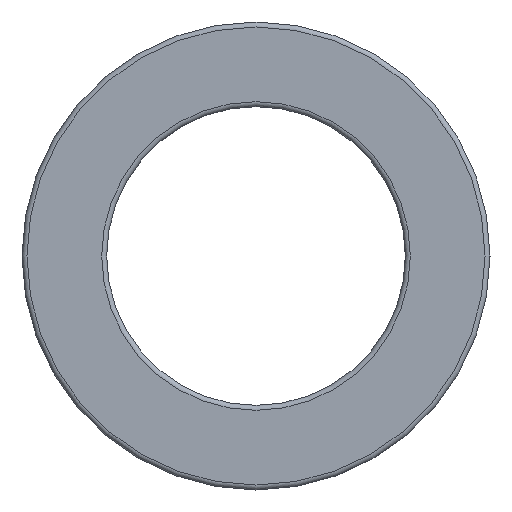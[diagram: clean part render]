
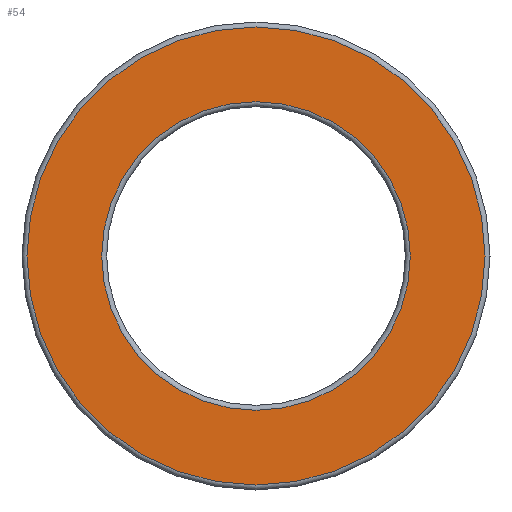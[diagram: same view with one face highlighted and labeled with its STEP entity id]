
A CAD part, left-side view. The second image highlights one B-rep face of the part: STEP entity #54.
In plain terms, the highlighted planar face has unit normal (-1, 0, 0).
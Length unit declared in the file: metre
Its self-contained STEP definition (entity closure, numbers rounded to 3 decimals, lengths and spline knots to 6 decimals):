
#54 = ADVANCED_FACE( '', ( #125, #126 ), #127, .T. );
#125 = FACE_BOUND( '', #228, .T. );
#126 = FACE_OUTER_BOUND( '', #229, .T. );
#127 = PLANE( '', #230 );
#228 = EDGE_LOOP( '', ( #331 ) );
#229 = EDGE_LOOP( '', ( #332 ) );
#230 = AXIS2_PLACEMENT_3D( '', #333, #334, #335 );
#331 = ORIENTED_EDGE( '', *, *, #465, .T. );
#332 = ORIENTED_EDGE( '', *, *, #466, .T. );
#333 = CARTESIAN_POINT( '', ( -0.034, 0., 0. ) );
#334 = DIRECTION( '', ( -1., 0., 0. ) );
#335 = DIRECTION( '', ( 0., -1., 0. ) );
#465 = EDGE_CURVE( '', #518, #518, #519, .F. );
#466 = EDGE_CURVE( '', #520, #520, #521, .T. );
#518 = VERTEX_POINT( '', #590 );
#519 = CIRCLE( '', #591, 0.0155 );
#520 = VERTEX_POINT( '', #592 );
#521 = CIRCLE( '', #593, 0.023 );
#590 = CARTESIAN_POINT( '', ( -0.034, -0.0155, 0. ) );
#591 = AXIS2_PLACEMENT_3D( '', #663, #664, #665 );
#592 = CARTESIAN_POINT( '', ( -0.034, -0.023, 0. ) );
#593 = AXIS2_PLACEMENT_3D( '', #666, #667, #668 );
#663 = CARTESIAN_POINT( '', ( -0.034, 0., 0. ) );
#664 = DIRECTION( '', ( -1., 0., 0. ) );
#665 = DIRECTION( '', ( 0., -1., 0. ) );
#666 = CARTESIAN_POINT( '', ( -0.034, 0., 0. ) );
#667 = DIRECTION( '', ( -1., 0., 0. ) );
#668 = DIRECTION( '', ( 0., -1., 0. ) );
